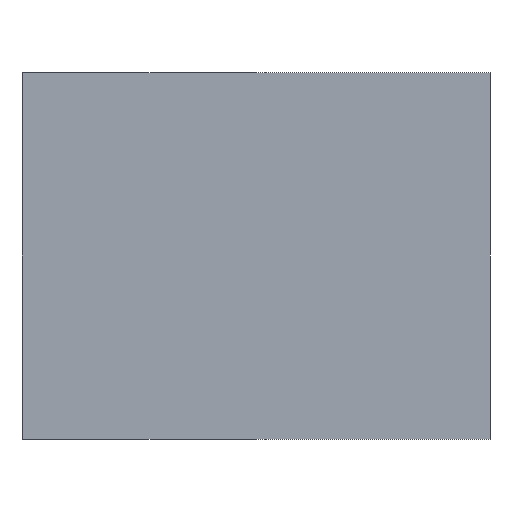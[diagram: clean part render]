
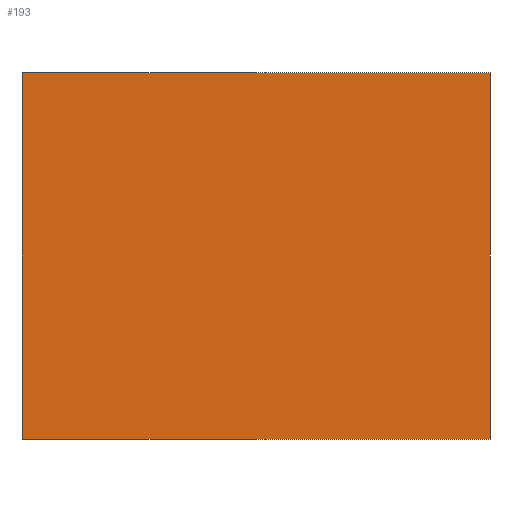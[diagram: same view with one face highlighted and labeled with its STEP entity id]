
A CAD part, front view. The second image highlights one B-rep face of the part: STEP entity #193.
In plain terms, the highlighted planar face has unit normal (0, -1, 0).
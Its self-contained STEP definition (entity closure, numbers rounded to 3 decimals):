
#8 = DIRECTION ( 'NONE',  ( 0., 0., -1. ) ) ;
#12 = VECTOR ( 'NONE', #8, 1000. ) ;
#20 = VERTEX_POINT ( 'NONE', #26 ) ;
#22 = ORIENTED_EDGE ( 'NONE', *, *, #23, .F. ) ;
#23 = EDGE_CURVE ( 'NONE', #163, #62, #100, .T. ) ;
#25 = CARTESIAN_POINT ( 'NONE',  ( -35.586, 0., -36.913 ) ) ;
#26 = CARTESIAN_POINT ( 'NONE',  ( 17.974, 0., -36.913 ) ) ;
#33 = CARTESIAN_POINT ( 'NONE',  ( -35.586, 0., -36.913 ) ) ;
#47 = CARTESIAN_POINT ( 'NONE',  ( 17.974, 0., 5.067 ) ) ;
#59 = ORIENTED_EDGE ( 'NONE', *, *, #95, .F. ) ;
#62 = VERTEX_POINT ( 'NONE', #47 ) ;
#69 = DIRECTION ( 'NONE',  ( 0., 1., 0. ) ) ;
#95 = EDGE_CURVE ( 'NONE', #20, #204, #189, .T. ) ;
#98 = DIRECTION ( 'NONE',  ( 0., 0., 1. ) ) ;
#100 = LINE ( 'NONE', #115, #120 ) ;
#101 = LINE ( 'NONE', #158, #12 ) ;
#106 = PLANE ( 'NONE',  #177 ) ;
#114 = EDGE_CURVE ( 'NONE', #204, #163, #149, .T. ) ;
#115 = CARTESIAN_POINT ( 'NONE',  ( -35.586, 0., 5.067 ) ) ;
#119 = DIRECTION ( 'NONE',  ( 1., 0., 0. ) ) ;
#120 = VECTOR ( 'NONE', #119, 1000. ) ;
#136 = ORIENTED_EDGE ( 'NONE', *, *, #168, .F. ) ;
#139 = DIRECTION ( 'NONE',  ( 0., 0., 1. ) ) ;
#149 = LINE ( 'NONE', #166, #152 ) ;
#152 = VECTOR ( 'NONE', #98, 1000. ) ;
#157 = FACE_OUTER_BOUND ( 'NONE', #185, .T. ) ;
#158 = CARTESIAN_POINT ( 'NONE',  ( 17.974, 0., -36.913 ) ) ;
#163 = VERTEX_POINT ( 'NONE', #224 ) ;
#166 = CARTESIAN_POINT ( 'NONE',  ( -35.586, 0., -36.913 ) ) ;
#168 = EDGE_CURVE ( 'NONE', #62, #20, #101, .T. ) ;
#173 = DIRECTION ( 'NONE',  ( -1., 0., 0. ) ) ;
#177 = AXIS2_PLACEMENT_3D ( 'NONE', #228, #69, #139 ) ;
#180 = VECTOR ( 'NONE', #173, 1000. ) ;
#185 = EDGE_LOOP ( 'NONE', ( #136, #22, #233, #59 ) ) ;
#189 = LINE ( 'NONE', #25, #180 ) ;
#193 = ADVANCED_FACE ( 'NONE', ( #157 ), #106, .F. ) ;
#204 = VERTEX_POINT ( 'NONE', #33 ) ;
#224 = CARTESIAN_POINT ( 'NONE',  ( -35.586, 0., 5.067 ) ) ;
#228 = CARTESIAN_POINT ( 'NONE',  ( 0., 0., 0. ) ) ;
#233 = ORIENTED_EDGE ( 'NONE', *, *, #114, .F. ) ;
